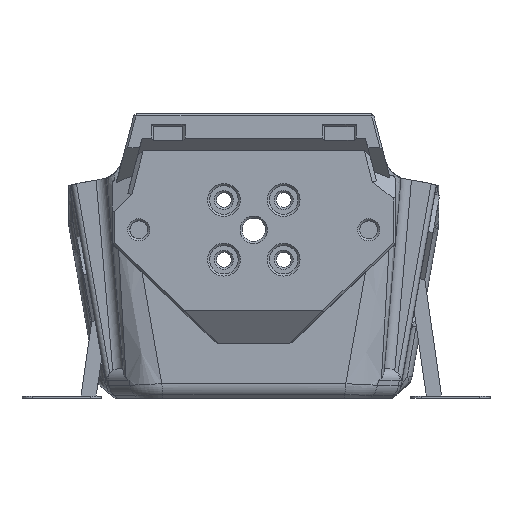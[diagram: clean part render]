
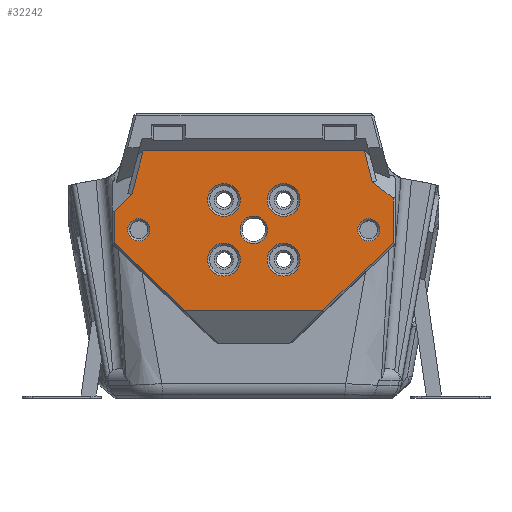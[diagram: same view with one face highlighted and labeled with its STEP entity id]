
A CAD part, front view. The second image highlights one B-rep face of the part: STEP entity #32242.
In plain terms, the highlighted planar face has unit normal (0, -1, 0).
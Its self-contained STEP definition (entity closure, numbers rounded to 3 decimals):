
#1677=CIRCLE('',#34872,2.1);
#1678=CIRCLE('',#34873,2.1);
#1679=CIRCLE('',#34874,2.6);
#1680=CIRCLE('',#34875,3.1);
#1681=CIRCLE('',#34876,3.1);
#1682=CIRCLE('',#34877,3.1);
#1683=CIRCLE('',#34878,3.1);
#9678=ORIENTED_EDGE('',*,*,#16022,.T.);
#9679=ORIENTED_EDGE('',*,*,#16023,.T.);
#9680=ORIENTED_EDGE('',*,*,#13255,.F.);
#9681=ORIENTED_EDGE('',*,*,#16024,.T.);
#9682=ORIENTED_EDGE('',*,*,#13246,.F.);
#9683=ORIENTED_EDGE('',*,*,#16025,.T.);
#9684=ORIENTED_EDGE('',*,*,#16026,.T.);
#9685=ORIENTED_EDGE('',*,*,#16027,.T.);
#9686=ORIENTED_EDGE('',*,*,#16028,.T.);
#9687=ORIENTED_EDGE('',*,*,#16029,.T.);
#9688=ORIENTED_EDGE('',*,*,#16030,.T.);
#9689=ORIENTED_EDGE('',*,*,#16031,.T.);
#9690=ORIENTED_EDGE('',*,*,#16032,.T.);
#9691=ORIENTED_EDGE('',*,*,#16033,.F.);
#9692=ORIENTED_EDGE('',*,*,#16034,.F.);
#9693=ORIENTED_EDGE('',*,*,#16035,.T.);
#9694=ORIENTED_EDGE('',*,*,#16036,.T.);
#13246=EDGE_CURVE('',#17841,#17842,#20866,.F.);
#13255=EDGE_CURVE('',#17850,#17851,#20875,.F.);
#16022=EDGE_CURVE('',#19570,#19571,#22430,.T.);
#16023=EDGE_CURVE('',#19571,#17851,#22431,.T.);
#16024=EDGE_CURVE('',#17850,#17842,#22432,.T.);
#16025=EDGE_CURVE('',#17841,#19572,#22433,.T.);
#16026=EDGE_CURVE('',#19572,#19573,#22434,.F.);
#16027=EDGE_CURVE('',#19573,#19574,#22435,.T.);
#16028=EDGE_CURVE('',#19574,#19575,#22436,.T.);
#16029=EDGE_CURVE('',#19575,#19570,#22437,.T.);
#16030=EDGE_CURVE('',#19576,#19576,#1677,.F.);
#16031=EDGE_CURVE('',#19577,#19577,#1678,.F.);
#16032=EDGE_CURVE('',#19578,#19578,#1679,.F.);
#16033=EDGE_CURVE('',#19579,#19579,#1680,.F.);
#16034=EDGE_CURVE('',#19580,#19580,#1681,.F.);
#16035=EDGE_CURVE('',#19581,#19581,#1682,.F.);
#16036=EDGE_CURVE('',#19582,#19582,#1683,.F.);
#17841=VERTEX_POINT('',#46238);
#17842=VERTEX_POINT('',#46240);
#17850=VERTEX_POINT('',#46257);
#17851=VERTEX_POINT('',#46259);
#19570=VERTEX_POINT('',#58505);
#19571=VERTEX_POINT('',#58506);
#19572=VERTEX_POINT('',#58510);
#19573=VERTEX_POINT('',#58512);
#19574=VERTEX_POINT('',#58514);
#19575=VERTEX_POINT('',#58516);
#19576=VERTEX_POINT('',#58519);
#19577=VERTEX_POINT('',#58521);
#19578=VERTEX_POINT('',#58523);
#19579=VERTEX_POINT('',#58525);
#19580=VERTEX_POINT('',#58527);
#19581=VERTEX_POINT('',#58529);
#19582=VERTEX_POINT('',#58531);
#20866=LINE('',#46239,#23769);
#20875=LINE('',#46258,#23778);
#22430=LINE('',#58504,#25333);
#22431=LINE('',#58507,#25334);
#22432=LINE('',#58508,#25335);
#22433=LINE('',#58509,#25336);
#22434=LINE('',#58511,#25337);
#22435=LINE('',#58513,#25338);
#22436=LINE('',#58515,#25339);
#22437=LINE('',#58517,#25340);
#23769=VECTOR('',#37022,1000.);
#23778=VECTOR('',#37033,1000.);
#25333=VECTOR('',#41578,1000.);
#25334=VECTOR('',#41579,1000.);
#25335=VECTOR('',#41580,1000.);
#25336=VECTOR('',#41581,1000.);
#25337=VECTOR('',#41582,1000.);
#25338=VECTOR('',#41583,1000.);
#25339=VECTOR('',#41584,1000.);
#25340=VECTOR('',#41585,1000.);
#27371=EDGE_LOOP('',(#9678,#9679,#9680,#9681,#9682,#9683,#9684,#9685,#9686,
#9687));
#27372=EDGE_LOOP('',(#9688));
#27373=EDGE_LOOP('',(#9689));
#27374=EDGE_LOOP('',(#9690));
#27375=EDGE_LOOP('',(#9691));
#27376=EDGE_LOOP('',(#9692));
#27377=EDGE_LOOP('',(#9693));
#27378=EDGE_LOOP('',(#9694));
#29327=FACE_BOUND('',#27371,.T.);
#29328=FACE_BOUND('',#27372,.T.);
#29329=FACE_BOUND('',#27373,.T.);
#29330=FACE_BOUND('',#27374,.T.);
#29331=FACE_BOUND('',#27375,.T.);
#29332=FACE_BOUND('',#27376,.T.);
#29333=FACE_BOUND('',#27377,.T.);
#29334=FACE_BOUND('',#27378,.T.);
#30631=PLANE('',#34871);
#32242=ADVANCED_FACE('',(#29327,#29328,#29329,#29330,#29331,#29332,#29333,
#29334),#30631,.T.);
#34871=AXIS2_PLACEMENT_3D('',#58503,#41576,#41577);
#34872=AXIS2_PLACEMENT_3D('',#58518,#41586,#41587);
#34873=AXIS2_PLACEMENT_3D('',#58520,#41588,#41589);
#34874=AXIS2_PLACEMENT_3D('',#58522,#41590,#41591);
#34875=AXIS2_PLACEMENT_3D('',#58524,#41592,#41593);
#34876=AXIS2_PLACEMENT_3D('',#58526,#41594,#41595);
#34877=AXIS2_PLACEMENT_3D('',#58528,#41596,#41597);
#34878=AXIS2_PLACEMENT_3D('',#58530,#41598,#41599);
#37022=DIRECTION('',(-1.,0.,0.));
#37033=DIRECTION('',(-0.797,0.,0.604));
#41576=DIRECTION('',(0.,-1.,0.));
#41577=DIRECTION('',(1.,0.,0.));
#41578=DIRECTION('',(0.722,0.,0.692));
#41579=DIRECTION('',(0.,0.,1.));
#41580=DIRECTION('',(-0.25,0.,0.968));
#41581=DIRECTION('',(-0.25,0.,-0.968));
#41582=DIRECTION('',(0.714,0.,0.7));
#41583=DIRECTION('',(0.,0.,-1.));
#41584=DIRECTION('',(0.722,0.,-0.692));
#41585=DIRECTION('',(1.,0.,0.));
#41586=DIRECTION('',(0.,-1.,0.));
#41587=DIRECTION('',(1.,0.,0.));
#41588=DIRECTION('',(0.,-1.,0.));
#41589=DIRECTION('',(1.,0.,0.));
#41590=DIRECTION('',(0.,-1.,0.));
#41591=DIRECTION('',(0.,0.,-1.));
#41592=DIRECTION('',(0.,1.,0.));
#41593=DIRECTION('',(0.,0.,-1.));
#41594=DIRECTION('',(0.,1.,0.));
#41595=DIRECTION('',(0.,0.,-1.));
#41596=DIRECTION('',(0.,-1.,0.));
#41597=DIRECTION('',(0.,0.,-1.));
#41598=DIRECTION('',(0.,-1.,0.));
#41599=DIRECTION('',(0.,0.,-1.));
#46238=CARTESIAN_POINT('',(-20.926,-29.1,46.811));
#46239=CARTESIAN_POINT('',(-0.052,-29.1,46.811));
#46240=CARTESIAN_POINT('',(20.926,-29.1,46.811));
#46257=CARTESIAN_POINT('',(22.462,-29.1,40.868));
#46258=CARTESIAN_POINT('',(15.729,-29.1,45.972));
#46259=CARTESIAN_POINT('',(26.393,-29.1,37.888));
#58503=CARTESIAN_POINT('',(0.,-29.1,25.221));
#58504=CARTESIAN_POINT('',(10.556,-29.1,14.208));
#58505=CARTESIAN_POINT('',(13.09,-29.1,16.638));
#58506=CARTESIAN_POINT('',(26.393,-29.1,29.389));
#58507=CARTESIAN_POINT('',(26.393,-29.1,25.221));
#58508=CARTESIAN_POINT('',(24.847,-29.1,31.647));
#58509=CARTESIAN_POINT('',(-24.847,-29.1,31.647));
#58510=CARTESIAN_POINT('',(-23.06,-29.1,38.559));
#58511=CARTESIAN_POINT('',(-17.965,-29.1,43.552));
#58512=CARTESIAN_POINT('',(-26.393,-29.1,35.292));
#58513=CARTESIAN_POINT('',(-26.393,-29.1,25.221));
#58514=CARTESIAN_POINT('',(-26.393,-29.1,29.389));
#58515=CARTESIAN_POINT('',(-10.556,-29.1,14.208));
#58516=CARTESIAN_POINT('',(-13.09,-29.1,16.638));
#58517=CARTESIAN_POINT('',(-2.754,-29.1,16.638));
#58518=CARTESIAN_POINT('',(-21.75,-29.1,31.853));
#58519=CARTESIAN_POINT('',(-19.65,-29.1,31.853));
#58520=CARTESIAN_POINT('',(21.75,-29.1,31.853));
#58521=CARTESIAN_POINT('',(23.85,-29.1,31.853));
#58522=CARTESIAN_POINT('',(0.,-29.1,31.85));
#58523=CARTESIAN_POINT('',(0.,-29.1,29.25));
#58524=CARTESIAN_POINT('',(5.657,-29.1,37.507));
#58525=CARTESIAN_POINT('',(5.657,-29.1,34.407));
#58526=CARTESIAN_POINT('',(5.657,-29.1,26.193));
#58527=CARTESIAN_POINT('',(5.657,-29.1,23.093));
#58528=CARTESIAN_POINT('',(-5.657,-29.1,37.507));
#58529=CARTESIAN_POINT('',(-5.657,-29.1,34.407));
#58530=CARTESIAN_POINT('',(-5.657,-29.1,26.193));
#58531=CARTESIAN_POINT('',(-5.657,-29.1,23.093));
